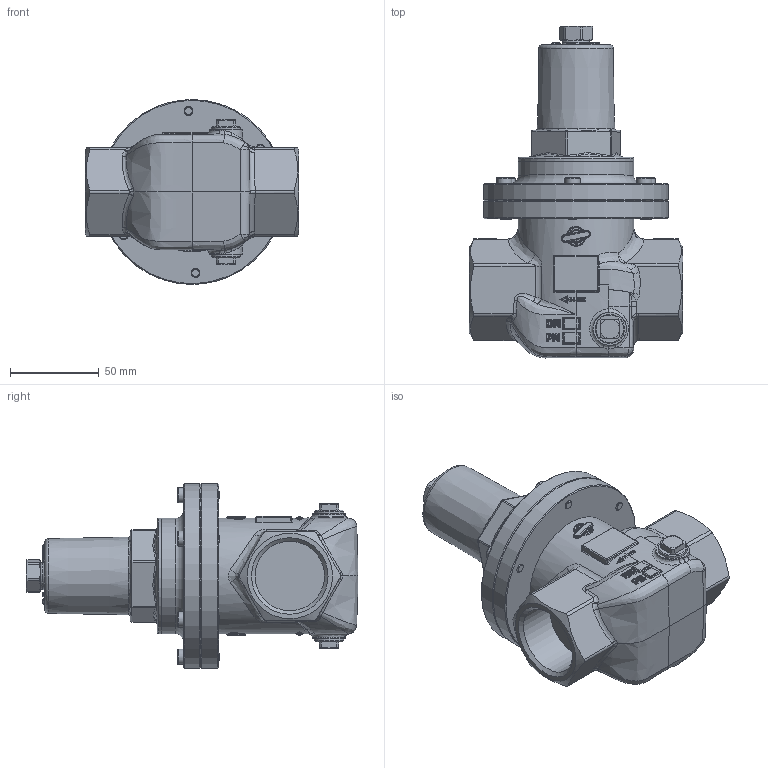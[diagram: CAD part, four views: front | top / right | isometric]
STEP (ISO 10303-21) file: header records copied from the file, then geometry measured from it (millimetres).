
FILE_DESCRIPTION(/* description */ (''),/* implementation_level */ '2;1');
FILE_NAME(/* name */ '075005.stp',/* time_stamp */ '2015-10-26T15:16:02+01:00',/* author */ ('powierski'),/* organization */ (''),/* preprocessor_version */ 'ST-DEVELOPER v15.6',/* originating_system */ 'Autodesk Inventor 2015',/* authorisation */ '');
FILE_SCHEMA (('AUTOMOTIVE_DESIGN { 1 0 10303 214 3 1 1 }'));
Products named in the file (1): 075005_step
Bounding box: 120 x 186.62 x 103.9 mm (x, y, z)
Volume: 677194.6 mm3; surface area: 71428.6 mm2
Topology: 1 solids, 7 shells, 872 faces, 2235 edges, 1398 vertices
Faces by surface type: bspline 396, plane 229, cylinder 133, cone 58, torus 42, sphere 14
Full cylindrical faces by diameter (mm): 2 x1, 5 x12, 5.2 x6, 8.5 x6, 10 x1, 10.2 x1, 15 x1, 16.5 x2, 39 x2, 65 x2, 104 x2
Entity records: 40245 total; most frequent: CARTESIAN_POINT 22506, ORIENTED_EDGE 4190, DIRECTION 2426, EDGE_CURVE 2095, VERTEX_POINT 1355, B_SPLINE_CURVE_WITH_KNOTS 1047, EDGE_LOOP 1002, AXIS2_PLACEMENT_3D 989
